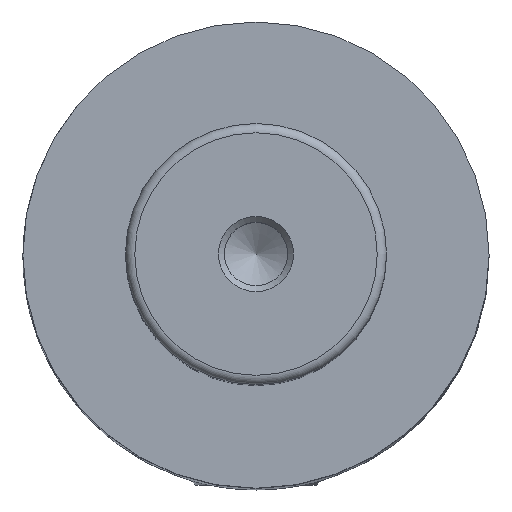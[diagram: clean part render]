
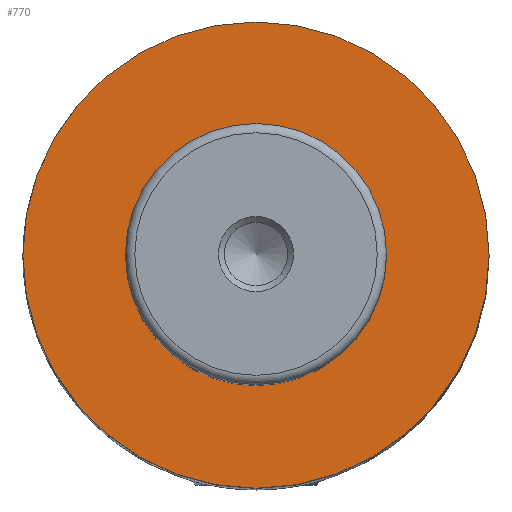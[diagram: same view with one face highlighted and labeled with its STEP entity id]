
A CAD part, top view. The second image highlights one B-rep face of the part: STEP entity #770.
In plain terms, the highlighted planar face has unit normal (0, 0, 1).
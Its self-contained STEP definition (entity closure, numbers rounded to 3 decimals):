
#18=FACE_BOUND('',#251,.T.);
#26=PLANE('',#883);
#205=FACE_OUTER_BOUND('',#250,.T.);
#250=EDGE_LOOP('',(#657,#658));
#251=EDGE_LOOP('',(#659,#660));
#313=CIRCLE('',#864,14.);
#314=CIRCLE('',#865,14.);
#315=CIRCLE('',#867,25.);
#316=CIRCLE('',#868,25.);
#374=VERTEX_POINT('',#1320);
#375=VERTEX_POINT('',#1321);
#376=VERTEX_POINT('',#1326);
#377=VERTEX_POINT('',#1328);
#467=EDGE_CURVE('',#374,#375,#313,.T.);
#468=EDGE_CURVE('',#375,#374,#314,.T.);
#471=EDGE_CURVE('',#376,#377,#315,.T.);
#472=EDGE_CURVE('',#377,#376,#316,.T.);
#657=ORIENTED_EDGE('',*,*,#472,.F.);
#658=ORIENTED_EDGE('',*,*,#471,.F.);
#659=ORIENTED_EDGE('',*,*,#467,.T.);
#660=ORIENTED_EDGE('',*,*,#468,.T.);
#770=ADVANCED_FACE('',(#205,#18),#26,.T.);
#864=AXIS2_PLACEMENT_3D('',#1322,#1031,#1032);
#865=AXIS2_PLACEMENT_3D('',#1323,#1033,#1034);
#867=AXIS2_PLACEMENT_3D('',#1329,#1039,#1040);
#868=AXIS2_PLACEMENT_3D('',#1330,#1041,#1042);
#883=AXIS2_PLACEMENT_3D('',#1351,#1073,#1074);
#1031=DIRECTION('center_axis',(0.,0.,-1.));
#1032=DIRECTION('ref_axis',(-1.,0.,0.));
#1033=DIRECTION('center_axis',(0.,0.,-1.));
#1034=DIRECTION('ref_axis',(-1.,0.,0.));
#1039=DIRECTION('center_axis',(0.,0.,-1.));
#1040=DIRECTION('ref_axis',(-1.,0.,0.));
#1041=DIRECTION('center_axis',(0.,0.,-1.));
#1042=DIRECTION('ref_axis',(-1.,0.,0.));
#1073=DIRECTION('center_axis',(0.,0.,1.));
#1074=DIRECTION('ref_axis',(1.,0.,0.));
#1320=CARTESIAN_POINT('',(-14.,0.,108.));
#1321=CARTESIAN_POINT('',(14.,0.,108.));
#1322=CARTESIAN_POINT('Origin',(0.,0.,108.));
#1323=CARTESIAN_POINT('Origin',(0.,0.,108.));
#1326=CARTESIAN_POINT('',(25.,0.,108.));
#1328=CARTESIAN_POINT('',(-25.,0.,108.));
#1329=CARTESIAN_POINT('Origin',(0.,0.,108.));
#1330=CARTESIAN_POINT('Origin',(0.,0.,108.));
#1351=CARTESIAN_POINT('Origin',(-20.,0.,108.));
